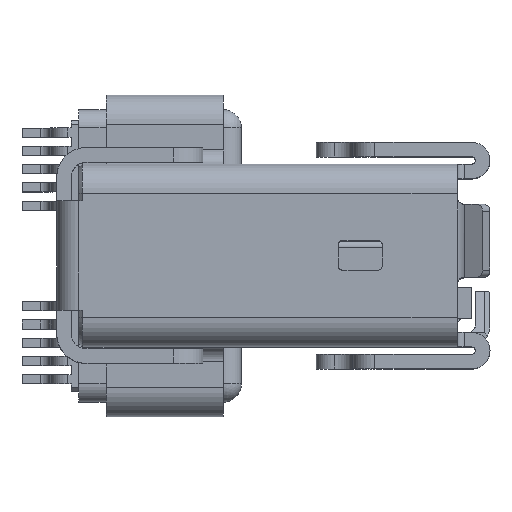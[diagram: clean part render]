
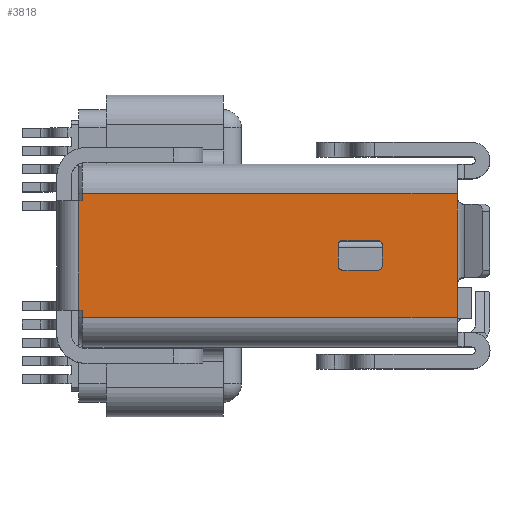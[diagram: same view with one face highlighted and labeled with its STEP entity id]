
A CAD part, top view. The second image highlights one B-rep face of the part: STEP entity #3818.
In plain terms, the highlighted planar face has unit normal (0, 0, 1).
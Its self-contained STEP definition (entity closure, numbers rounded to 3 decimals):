
#147 = AXIS2_PLACEMENT_3D ( 'NONE', #3823, #651, #14765 ) ;
#543 = EDGE_CURVE ( 'NONE', #19049, #5645, #1331, .T. ) ;
#607 = LINE ( 'NONE', #13081, #11332 ) ;
#612 = CARTESIAN_POINT ( 'NONE',  ( -2.45, -203.288, 6.2 ) ) ;
#651 = DIRECTION ( 'NONE',  ( 0., 0., 1. ) ) ;
#887 = CARTESIAN_POINT ( 'NONE',  ( 0.8, -203.288, 6.2 ) ) ;
#1056 = PLANE ( 'NONE',  #7982 ) ;
#1284 = DIRECTION ( 'NONE',  ( 0., 1., 0. ) ) ;
#1331 = LINE ( 'NONE', #18524, #2346 ) ;
#1370 = ORIENTED_EDGE ( 'NONE', *, *, #6376, .F. ) ;
#1375 = EDGE_CURVE ( 'NONE', #17946, #19018, #13462, .T. ) ;
#1380 = VERTEX_POINT ( 'NONE', #15206 ) ;
#1451 = AXIS2_PLACEMENT_3D ( 'NONE', #15381, #10874, #13540 ) ;
#1454 = CARTESIAN_POINT ( 'NONE',  ( -2.35, -202.85, 6.2 ) ) ;
#2006 = CARTESIAN_POINT ( 'NONE',  ( -1.35, -203.55, 6.2 ) ) ;
#2196 = LINE ( 'NONE', #8439, #15954 ) ;
#2346 = VECTOR ( 'NONE', #4508, 1000. ) ;
#2468 = VERTEX_POINT ( 'NONE', #16033 ) ;
#2506 = LINE ( 'NONE', #17959, #7545 ) ;
#2690 = ORIENTED_EDGE ( 'NONE', *, *, #543, .T. ) ;
#2702 = CARTESIAN_POINT ( 'NONE',  ( 1.7, -204.95, 6.2 ) ) ;
#2809 = EDGE_LOOP ( 'NONE', ( #11766, #6828, #3868, #12192, #8533, #11503, #8666, #5960 ) ) ;
#3111 = VECTOR ( 'NONE', #14421, 1000. ) ;
#3475 = ORIENTED_EDGE ( 'NONE', *, *, #13935, .F. ) ;
#3544 = CARTESIAN_POINT ( 'NONE',  ( -9.45, -201.75, 6.2 ) ) ;
#3818 = ADVANCED_FACE ( 'NONE', ( #13846, #9340 ), #1056, .F. ) ;
#3823 = CARTESIAN_POINT ( 'NONE',  ( -1.35, -202.95, 6.2 ) ) ;
#3868 = ORIENTED_EDGE ( 'NONE', *, *, #9126, .F. ) ;
#3911 = EDGE_CURVE ( 'NONE', #17969, #10264, #19092, .T. ) ;
#4044 = DIRECTION ( 'NONE',  ( 1., 0., 0. ) ) ;
#4166 = EDGE_CURVE ( 'NONE', #10105, #11564, #11884, .T. ) ;
#4508 = DIRECTION ( 'NONE',  ( 0., -1., 0. ) ) ;
#4623 = CARTESIAN_POINT ( 'NONE',  ( -1.25, -202.95, 6.2 ) ) ;
#4861 = VECTOR ( 'NONE', #6373, 1000. ) ;
#4922 = EDGE_CURVE ( 'NONE', #6780, #17969, #2196, .T. ) ;
#5207 = CARTESIAN_POINT ( 'NONE',  ( -1.35, -203.65, 6.2 ) ) ;
#5315 = DIRECTION ( 'NONE',  ( -1., 0., 0. ) ) ;
#5542 = CARTESIAN_POINT ( 'NONE',  ( 0.8, -201.55, 6.2 ) ) ;
#5645 = VERTEX_POINT ( 'NONE', #9517 ) ;
#5812 = VECTOR ( 'NONE', #19647, 1000. ) ;
#5942 = ORIENTED_EDGE ( 'NONE', *, *, #1375, .T. ) ;
#5960 = ORIENTED_EDGE ( 'NONE', *, *, #8297, .F. ) ;
#6211 = DIRECTION ( 'NONE',  ( 0., 0., -1. ) ) ;
#6252 = CARTESIAN_POINT ( 'NONE',  ( -2.45, -203.55, 6.2 ) ) ;
#6373 = DIRECTION ( 'NONE',  ( 0., -1., 0. ) ) ;
#6376 = EDGE_CURVE ( 'NONE', #10105, #12166, #7390, .T. ) ;
#6513 = DIRECTION ( 'NONE',  ( 0., 1., 0. ) ) ;
#6557 = VECTOR ( 'NONE', #16083, 1000. ) ;
#6780 = VERTEX_POINT ( 'NONE', #19850 ) ;
#6786 = EDGE_LOOP ( 'NONE', ( #17059, #3475, #1370, #6843, #7141, #2690, #13432, #12705, #10506, #5942 ) ) ;
#6828 = ORIENTED_EDGE ( 'NONE', *, *, #10445, .T. ) ;
#6843 = ORIENTED_EDGE ( 'NONE', *, *, #4166, .T. ) ;
#6983 = LINE ( 'NONE', #13213, #6557 ) ;
#7012 = VERTEX_POINT ( 'NONE', #5207 ) ;
#7141 = ORIENTED_EDGE ( 'NONE', *, *, #12986, .F. ) ;
#7390 = LINE ( 'NONE', #9027, #17964 ) ;
#7545 = VECTOR ( 'NONE', #4044, 1000. ) ;
#7623 = LINE ( 'NONE', #13859, #4861 ) ;
#7710 = CARTESIAN_POINT ( 'NONE',  ( -9.55, -201.55, 6.2 ) ) ;
#7982 = AXIS2_PLACEMENT_3D ( 'NONE', #7710, #13946, #15178 ) ;
#8045 = EDGE_CURVE ( 'NONE', #7012, #13179, #607, .T. ) ;
#8173 = CARTESIAN_POINT ( 'NONE',  ( -9.45, -201.55, 6.2 ) ) ;
#8297 = EDGE_CURVE ( 'NONE', #7012, #1380, #10318, .T. ) ;
#8439 = CARTESIAN_POINT ( 'NONE',  ( 1.7, -202.85, 6.2 ) ) ;
#8533 = ORIENTED_EDGE ( 'NONE', *, *, #4922, .F. ) ;
#8582 = CARTESIAN_POINT ( 'NONE',  ( -2.45, -202.95, 6.2 ) ) ;
#8596 = VERTEX_POINT ( 'NONE', #16848 ) ;
#8666 = ORIENTED_EDGE ( 'NONE', *, *, #11347, .F. ) ;
#8684 = AXIS2_PLACEMENT_3D ( 'NONE', #2006, #14501, #6513 ) ;
#9027 = CARTESIAN_POINT ( 'NONE',  ( 1.7, -201.55, 6.2 ) ) ;
#9126 = EDGE_CURVE ( 'NONE', #10264, #14257, #11663, .T. ) ;
#9245 = DIRECTION ( 'NONE',  ( -1., 0., 0. ) ) ;
#9340 = FACE_OUTER_BOUND ( 'NONE', #6786, .T. ) ;
#9517 = CARTESIAN_POINT ( 'NONE',  ( -9.55, -204.75, 6.2 ) ) ;
#9528 = DIRECTION ( 'NONE',  ( 0., -1., 0. ) ) ;
#10105 = VERTEX_POINT ( 'NONE', #8173 ) ;
#10242 = DIRECTION ( 'NONE',  ( 0., -1., 0. ) ) ;
#10264 = VERTEX_POINT ( 'NONE', #8582 ) ;
#10318 = CIRCLE ( 'NONE', #8684, 0.1 ) ;
#10445 = EDGE_CURVE ( 'NONE', #13179, #14257, #12240, .T. ) ;
#10461 = CARTESIAN_POINT ( 'NONE',  ( 0.8, -204.05, 6.2 ) ) ;
#10506 = ORIENTED_EDGE ( 'NONE', *, *, #12014, .F. ) ;
#10614 = AXIS2_PLACEMENT_3D ( 'NONE', #15826, #6211, #17261 ) ;
#10874 = DIRECTION ( 'NONE',  ( 0., 0., 1. ) ) ;
#11332 = VECTOR ( 'NONE', #5315, 1000. ) ;
#11347 = EDGE_CURVE ( 'NONE', #1380, #18116, #6983, .T. ) ;
#11503 = ORIENTED_EDGE ( 'NONE', *, *, #18913, .F. ) ;
#11564 = VERTEX_POINT ( 'NONE', #3544 ) ;
#11663 = LINE ( 'NONE', #612, #3111 ) ;
#11766 = ORIENTED_EDGE ( 'NONE', *, *, #8045, .T. ) ;
#11884 = LINE ( 'NONE', #13411, #5812 ) ;
#11940 = VECTOR ( 'NONE', #10242, 1000. ) ;
#11997 = CARTESIAN_POINT ( 'NONE',  ( 0.8, -204.95, 6.2 ) ) ;
#12014 = EDGE_CURVE ( 'NONE', #17946, #2468, #16825, .T. ) ;
#12155 = VECTOR ( 'NONE', #1284, 1000. ) ;
#12166 = VERTEX_POINT ( 'NONE', #17322 ) ;
#12192 = ORIENTED_EDGE ( 'NONE', *, *, #3911, .F. ) ;
#12200 = CARTESIAN_POINT ( 'NONE',  ( -9.55, -201.75, 6.2 ) ) ;
#12240 = CIRCLE ( 'NONE', #10614, 0.1 ) ;
#12705 = ORIENTED_EDGE ( 'NONE', *, *, #19282, .T. ) ;
#12986 = EDGE_CURVE ( 'NONE', #19049, #11564, #2506, .T. ) ;
#13056 = VERTEX_POINT ( 'NONE', #20184 ) ;
#13081 = CARTESIAN_POINT ( 'NONE',  ( 1.7, -203.65, 6.2 ) ) ;
#13179 = VERTEX_POINT ( 'NONE', #17324 ) ;
#13213 = CARTESIAN_POINT ( 'NONE',  ( -1.25, -203.288, 6.2 ) ) ;
#13411 = CARTESIAN_POINT ( 'NONE',  ( -9.45, -201.65, 6.2 ) ) ;
#13432 = ORIENTED_EDGE ( 'NONE', *, *, #15388, .T. ) ;
#13462 = LINE ( 'NONE', #887, #12155 ) ;
#13540 = DIRECTION ( 'NONE',  ( 0., 1., 0. ) ) ;
#13846 = FACE_BOUND ( 'NONE', #2809, .T. ) ;
#13859 = CARTESIAN_POINT ( 'NONE',  ( 0.8, -203.288, 6.2 ) ) ;
#13935 = EDGE_CURVE ( 'NONE', #12166, #8596, #7623, .T. ) ;
#13946 = DIRECTION ( 'NONE',  ( 0., 0., -1. ) ) ;
#14130 = LINE ( 'NONE', #17310, #14868 ) ;
#14257 = VERTEX_POINT ( 'NONE', #6252 ) ;
#14421 = DIRECTION ( 'NONE',  ( 0., -1., 0. ) ) ;
#14470 = VECTOR ( 'NONE', #14591, 1000. ) ;
#14501 = DIRECTION ( 'NONE',  ( 0., 0., 1. ) ) ;
#14591 = DIRECTION ( 'NONE',  ( 1., 0., 0. ) ) ;
#14765 = DIRECTION ( 'NONE',  ( 0., 1., 0. ) ) ;
#14791 = CARTESIAN_POINT ( 'NONE',  ( 1.7, -204.75, 6.2 ) ) ;
#14858 = CIRCLE ( 'NONE', #147, 0.1 ) ;
#14868 = VECTOR ( 'NONE', #9528, 1000. ) ;
#14944 = LINE ( 'NONE', #5542, #11940 ) ;
#15178 = DIRECTION ( 'NONE',  ( -1., 0., 0. ) ) ;
#15206 = CARTESIAN_POINT ( 'NONE',  ( -1.25, -203.55, 6.2 ) ) ;
#15381 = CARTESIAN_POINT ( 'NONE',  ( -2.35, -202.95, 6.2 ) ) ;
#15388 = EDGE_CURVE ( 'NONE', #5645, #13056, #17861, .T. ) ;
#15826 = CARTESIAN_POINT ( 'NONE',  ( -2.35, -203.55, 6.2 ) ) ;
#15954 = VECTOR ( 'NONE', #19784, 1000. ) ;
#16033 = CARTESIAN_POINT ( 'NONE',  ( -9.45, -204.95, 6.2 ) ) ;
#16083 = DIRECTION ( 'NONE',  ( 0., 1., 0. ) ) ;
#16825 = LINE ( 'NONE', #2702, #17676 ) ;
#16848 = CARTESIAN_POINT ( 'NONE',  ( 0.8, -201.65, 6.2 ) ) ;
#16998 = DIRECTION ( 'NONE',  ( 1., 0., 0. ) ) ;
#17059 = ORIENTED_EDGE ( 'NONE', *, *, #19328, .F. ) ;
#17261 = DIRECTION ( 'NONE',  ( 0., -1., 0. ) ) ;
#17310 = CARTESIAN_POINT ( 'NONE',  ( -9.45, -204.85, 6.2 ) ) ;
#17322 = CARTESIAN_POINT ( 'NONE',  ( 0.8, -201.55, 6.2 ) ) ;
#17324 = CARTESIAN_POINT ( 'NONE',  ( -2.35, -203.65, 6.2 ) ) ;
#17676 = VECTOR ( 'NONE', #9245, 1000. ) ;
#17861 = LINE ( 'NONE', #14791, #14470 ) ;
#17946 = VERTEX_POINT ( 'NONE', #11997 ) ;
#17959 = CARTESIAN_POINT ( 'NONE',  ( 1.7, -201.75, 6.2 ) ) ;
#17964 = VECTOR ( 'NONE', #16998, 1000. ) ;
#17969 = VERTEX_POINT ( 'NONE', #1454 ) ;
#18116 = VERTEX_POINT ( 'NONE', #4623 ) ;
#18524 = CARTESIAN_POINT ( 'NONE',  ( -9.55, -203.288, 6.2 ) ) ;
#18913 = EDGE_CURVE ( 'NONE', #18116, #6780, #14858, .T. ) ;
#19018 = VERTEX_POINT ( 'NONE', #10461 ) ;
#19049 = VERTEX_POINT ( 'NONE', #12200 ) ;
#19092 = CIRCLE ( 'NONE', #1451, 0.1 ) ;
#19282 = EDGE_CURVE ( 'NONE', #13056, #2468, #14130, .T. ) ;
#19328 = EDGE_CURVE ( 'NONE', #8596, #19018, #14944, .T. ) ;
#19647 = DIRECTION ( 'NONE',  ( 0., -1., 0. ) ) ;
#19784 = DIRECTION ( 'NONE',  ( -1., 0., 0. ) ) ;
#19850 = CARTESIAN_POINT ( 'NONE',  ( -1.35, -202.85, 6.2 ) ) ;
#20184 = CARTESIAN_POINT ( 'NONE',  ( -9.45, -204.75, 6.2 ) ) ;
